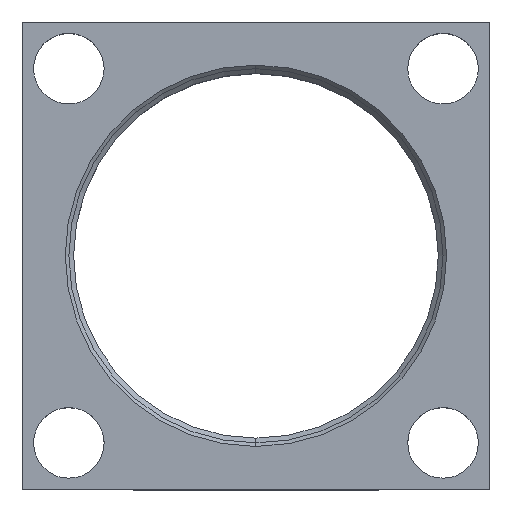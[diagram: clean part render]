
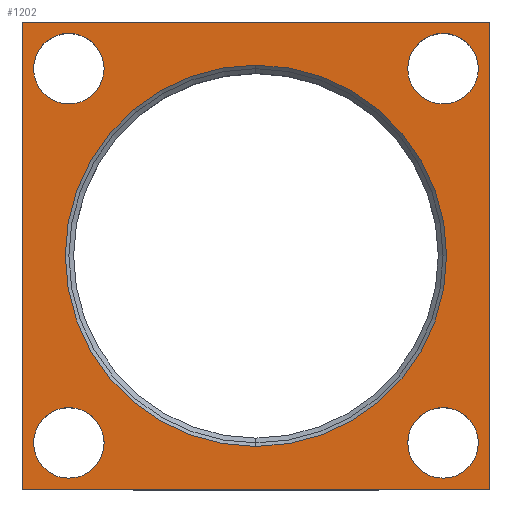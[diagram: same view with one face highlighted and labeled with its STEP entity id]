
A CAD part, top view. The second image highlights one B-rep face of the part: STEP entity #1202.
In plain terms, the highlighted planar face has unit normal (0, 0, 1).
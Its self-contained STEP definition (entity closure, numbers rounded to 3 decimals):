
#114=DIRECTION('',(1.,0.,0.));
#115=VECTOR('',#114,100.);
#116=CARTESIAN_POINT('',(0.,0.,0.));
#117=LINE('',#116,#115);
#122=DIRECTION('',(0.,-1.,0.));
#123=VECTOR('',#122,100.);
#124=CARTESIAN_POINT('',(0.,100.,0.));
#125=LINE('',#124,#123);
#129=DIRECTION('',(-1.,0.,0.));
#130=VECTOR('',#129,100.);
#131=CARTESIAN_POINT('',(100.,100.,0.));
#132=LINE('',#131,#130);
#136=DIRECTION('',(0.,1.,0.));
#137=VECTOR('',#136,100.);
#138=CARTESIAN_POINT('',(100.,0.,0.));
#139=LINE('',#138,#137);
#143=CARTESIAN_POINT('',(49.987,50.013,0.));
#144=DIRECTION('',(0.,0.,1.));
#145=DIRECTION('',(0.,1.,0.));
#146=AXIS2_PLACEMENT_3D('',#143,#144,#145);
#151=CARTESIAN_POINT('',(49.987,50.013,0.));
#152=DIRECTION('',(0.,0.,1.));
#153=DIRECTION('',(0.,-1.,0.));
#154=AXIS2_PLACEMENT_3D('',#151,#152,#153);
#159=CARTESIAN_POINT('',(89.992,10.008,0.));
#160=DIRECTION('',(0.,0.,-1.));
#161=DIRECTION('',(-1.,0.,0.));
#162=AXIS2_PLACEMENT_3D('',#159,#160,#161);
#167=CARTESIAN_POINT('',(89.992,10.008,0.));
#168=DIRECTION('',(0.,0.,-1.));
#169=DIRECTION('',(1.,0.,0.));
#170=AXIS2_PLACEMENT_3D('',#167,#168,#169);
#175=CARTESIAN_POINT('',(9.982,10.008,0.));
#176=DIRECTION('',(0.,0.,1.));
#177=DIRECTION('',(1.,0.,0.));
#178=AXIS2_PLACEMENT_3D('',#175,#176,#177);
#183=CARTESIAN_POINT('',(9.982,10.008,0.));
#184=DIRECTION('',(0.,0.,1.));
#185=DIRECTION('',(-1.,0.,0.));
#186=AXIS2_PLACEMENT_3D('',#183,#184,#185);
#191=CARTESIAN_POINT('',(89.992,90.018,0.));
#192=DIRECTION('',(0.,0.,1.));
#193=DIRECTION('',(-1.,0.,0.));
#194=AXIS2_PLACEMENT_3D('',#191,#192,#193);
#199=CARTESIAN_POINT('',(89.992,90.018,0.));
#200=DIRECTION('',(0.,0.,1.));
#201=DIRECTION('',(1.,0.,0.));
#202=AXIS2_PLACEMENT_3D('',#199,#200,#201);
#207=CARTESIAN_POINT('',(9.982,90.018,0.));
#208=DIRECTION('',(0.,0.,-1.));
#209=DIRECTION('',(1.,0.,0.));
#210=AXIS2_PLACEMENT_3D('',#207,#208,#209);
#215=CARTESIAN_POINT('',(9.982,90.018,0.));
#216=DIRECTION('',(0.,0.,-1.));
#217=DIRECTION('',(-1.,0.,0.));
#218=AXIS2_PLACEMENT_3D('',#215,#216,#217);
#1017=CARTESIAN_POINT('',(0.,0.,0.));
#1018=CARTESIAN_POINT('',(100.,0.,0.));
#1019=VERTEX_POINT('',#1017);
#1020=VERTEX_POINT('',#1018);
#1021=CARTESIAN_POINT('',(100.,100.,0.));
#1022=VERTEX_POINT('',#1021);
#1023=CARTESIAN_POINT('',(0.,100.,0.));
#1024=VERTEX_POINT('',#1023);
#1025=CARTESIAN_POINT('',(49.987,90.78,0.));
#1026=CARTESIAN_POINT('',(49.987,9.246,0.));
#1027=VERTEX_POINT('',#1025);
#1028=VERTEX_POINT('',#1026);
#1049=CARTESIAN_POINT('',(82.448,10.008,0.));
#1050=CARTESIAN_POINT('',(97.536,10.008,0.));
#1051=VERTEX_POINT('',#1049);
#1052=VERTEX_POINT('',#1050);
#1133=CARTESIAN_POINT('',(17.526,10.008,0.));
#1134=CARTESIAN_POINT('',(2.438,10.008,0.));
#1135=VERTEX_POINT('',#1133);
#1136=VERTEX_POINT('',#1134);
#1141=CARTESIAN_POINT('',(82.448,90.018,0.));
#1142=CARTESIAN_POINT('',(97.536,90.018,0.));
#1143=VERTEX_POINT('',#1141);
#1144=VERTEX_POINT('',#1142);
#1145=CARTESIAN_POINT('',(17.526,90.018,0.));
#1146=CARTESIAN_POINT('',(2.438,90.018,0.));
#1147=VERTEX_POINT('',#1145);
#1148=VERTEX_POINT('',#1146);
#1157=CARTESIAN_POINT('',(0.,0.,0.));
#1158=DIRECTION('',(0.,0.,1.));
#1159=DIRECTION('',(1.,0.,0.));
#1160=AXIS2_PLACEMENT_3D('',#1157,#1158,#1159);
#1161=PLANE('',#1160);
#1163=ORIENTED_EDGE('',*,*,#1162,.F.);
#1165=ORIENTED_EDGE('',*,*,#1164,.F.);
#1167=ORIENTED_EDGE('',*,*,#1166,.F.);
#1169=ORIENTED_EDGE('',*,*,#1168,.F.);
#1170=EDGE_LOOP('',(#1163,#1165,#1167,#1169));
#1171=FACE_OUTER_BOUND('',#1170,.F.);
#1173=ORIENTED_EDGE('',*,*,#1172,.T.);
#1175=ORIENTED_EDGE('',*,*,#1174,.T.);
#1176=EDGE_LOOP('',(#1173,#1175));
#1177=FACE_BOUND('',#1176,.F.);
#1179=ORIENTED_EDGE('',*,*,#1178,.F.);
#1181=ORIENTED_EDGE('',*,*,#1180,.F.);
#1182=EDGE_LOOP('',(#1179,#1181));
#1183=FACE_BOUND('',#1182,.F.);
#1185=ORIENTED_EDGE('',*,*,#1184,.T.);
#1187=ORIENTED_EDGE('',*,*,#1186,.T.);
#1188=EDGE_LOOP('',(#1185,#1187));
#1189=FACE_BOUND('',#1188,.F.);
#1191=ORIENTED_EDGE('',*,*,#1190,.T.);
#1193=ORIENTED_EDGE('',*,*,#1192,.T.);
#1194=EDGE_LOOP('',(#1191,#1193));
#1195=FACE_BOUND('',#1194,.F.);
#1197=ORIENTED_EDGE('',*,*,#1196,.F.);
#1199=ORIENTED_EDGE('',*,*,#1198,.F.);
#1200=EDGE_LOOP('',(#1197,#1199));
#1201=FACE_BOUND('',#1200,.F.);
#1202=ADVANCED_FACE('',(#1171,#1177,#1183,#1189,#1195,#1201),#1161,.T.);
#147=CIRCLE('',#146,40.767);
#155=CIRCLE('',#154,40.767);
#163=CIRCLE('',#162,7.544);
#171=CIRCLE('',#170,7.544);
#179=CIRCLE('',#178,7.544);
#187=CIRCLE('',#186,7.544);
#195=CIRCLE('',#194,7.544);
#203=CIRCLE('',#202,7.544);
#211=CIRCLE('',#210,7.544);
#219=CIRCLE('',#218,7.544);
#1162=EDGE_CURVE('',#1019,#1020,#117,.T.);
#1164=EDGE_CURVE('',#1024,#1019,#125,.T.);
#1166=EDGE_CURVE('',#1022,#1024,#132,.T.);
#1168=EDGE_CURVE('',#1020,#1022,#139,.T.);
#1172=EDGE_CURVE('',#1027,#1028,#147,.T.);
#1174=EDGE_CURVE('',#1028,#1027,#155,.T.);
#1178=EDGE_CURVE('',#1051,#1052,#163,.T.);
#1180=EDGE_CURVE('',#1052,#1051,#171,.T.);
#1184=EDGE_CURVE('',#1135,#1136,#179,.T.);
#1186=EDGE_CURVE('',#1136,#1135,#187,.T.);
#1190=EDGE_CURVE('',#1143,#1144,#195,.T.);
#1192=EDGE_CURVE('',#1144,#1143,#203,.T.);
#1196=EDGE_CURVE('',#1147,#1148,#211,.T.);
#1198=EDGE_CURVE('',#1148,#1147,#219,.T.);
